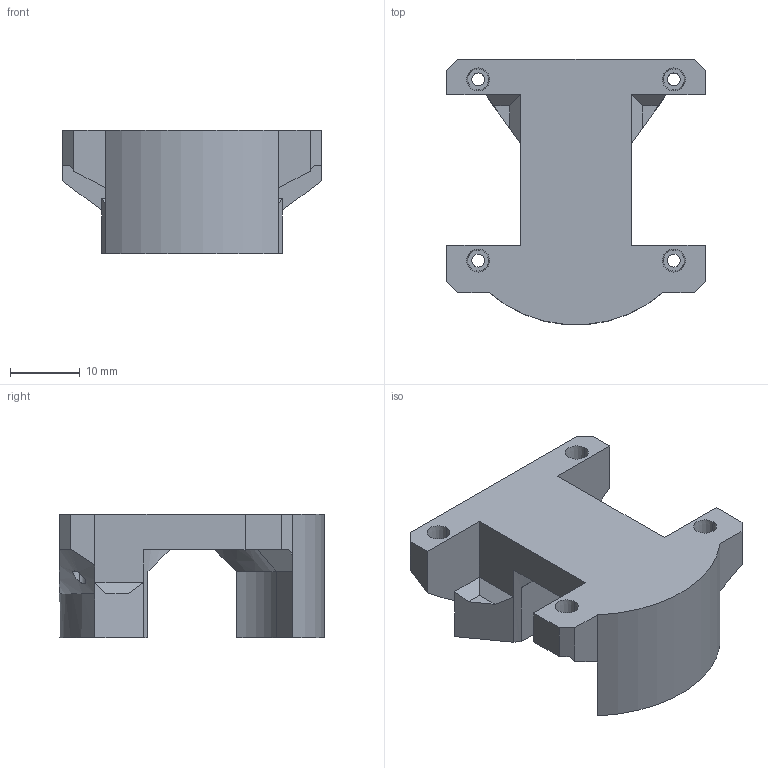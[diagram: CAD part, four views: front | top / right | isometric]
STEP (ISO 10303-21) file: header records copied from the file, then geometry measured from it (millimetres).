
FILE_DESCRIPTION (( 'STEP AP214' ), '1' );
FILE_NAME ('HYD PRESS SERVO MOUNT.STEP', '2021-04-21T23:08:21', ( '' ), ( '' ), 'SwSTEP 2.0', 'SolidWorks 2019', '' );
FILE_SCHEMA (( 'AUTOMOTIVE_DESIGN' ));
Length unit declared in the file: inch
Products named in the file (1): HYD PRESS SERVO MOUNT
Bounding box: 37.07 x 38.04 x 17.74 mm (x, y, z)
Volume: 10050.8 mm3; surface area: 4647 mm2
Topology: 1 solids, 1 shells, 99 faces, 246 edges, 153 vertices
Faces by surface type: plane 49, cone 28, cylinder 22
Entity records: 3027 total; most frequent: CARTESIAN_POINT 629, DIRECTION 497, ORIENTED_EDGE 476, EDGE_CURVE 238, AXIS2_PLACEMENT_3D 179, VERTEX_POINT 153, LINE 139, VECTOR 139
